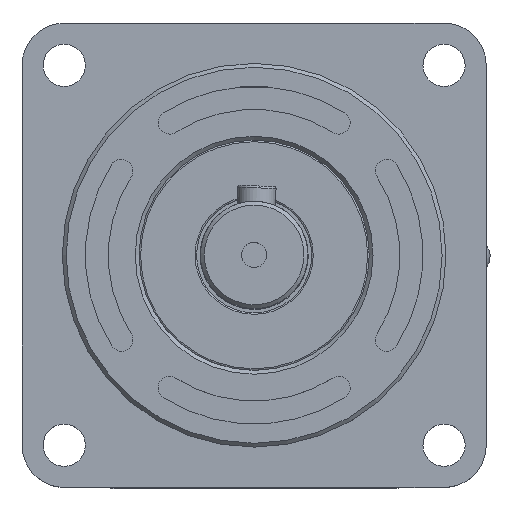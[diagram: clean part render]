
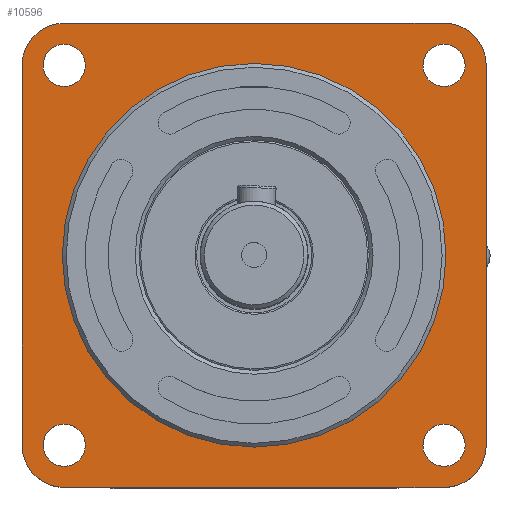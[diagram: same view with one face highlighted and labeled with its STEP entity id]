
A CAD part, top view. The second image highlights one B-rep face of the part: STEP entity #10596.
In plain terms, the highlighted planar face has unit normal (0, 0, 1).
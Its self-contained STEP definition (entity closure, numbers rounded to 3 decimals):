
#144 = CIRCLE ( 'NONE', #40897, 2.75 ) ;
#228 = CIRCLE ( 'NONE', #29422, 25. ) ;
#716 = DIRECTION ( 'NONE',  ( 1., 0., 0. ) ) ;
#725 = EDGE_CURVE ( 'NONE', #22869, #22869, #4944, .T. ) ;
#869 = AXIS2_PLACEMENT_3D ( 'NONE', #33252, #33659, #4500 ) ;
#1057 = VECTOR ( 'NONE', #20185, 1000. ) ;
#1168 = VERTEX_POINT ( 'NONE', #18014 ) ;
#1281 = DIRECTION ( 'NONE',  ( 1., 0., 0. ) ) ;
#1745 = DIRECTION ( 'NONE',  ( 0., 0., 1. ) ) ;
#1987 = CARTESIAN_POINT ( 'NONE',  ( 27.499, 24.749, 0. ) ) ;
#2186 = DIRECTION ( 'NONE',  ( 0., 0., 1. ) ) ;
#2253 = EDGE_LOOP ( 'NONE', ( #4775 ) ) ;
#2522 = VERTEX_POINT ( 'NONE', #28263 ) ;
#3052 = DIRECTION ( 'NONE',  ( 0., 0., 1. ) ) ;
#4337 = DIRECTION ( 'NONE',  ( 1., 0., 0. ) ) ;
#4500 = DIRECTION ( 'NONE',  ( 1., 0., 0. ) ) ;
#4775 = ORIENTED_EDGE ( 'NONE', *, *, #40143, .F. ) ;
#4944 = CIRCLE ( 'NONE', #20612, 2.75 ) ;
#5046 = VERTEX_POINT ( 'NONE', #35675 ) ;
#5335 = FACE_BOUND ( 'NONE', #25422, .T. ) ;
#5750 = AXIS2_PLACEMENT_3D ( 'NONE', #33811, #17837, #1281 ) ;
#6589 = ORIENTED_EDGE ( 'NONE', *, *, #725, .F. ) ;
#6641 = LINE ( 'NONE', #19620, #36823 ) ;
#6933 = DIRECTION ( 'NONE',  ( 0., 1., 0. ) ) ;
#7623 = AXIS2_PLACEMENT_3D ( 'NONE', #29228, #23045, #22622 ) ;
#8226 = DIRECTION ( 'NONE',  ( 0., 0., 1. ) ) ;
#8322 = CARTESIAN_POINT ( 'NONE',  ( -24.75, -24.75, 0. ) ) ;
#8422 = EDGE_LOOP ( 'NONE', ( #25699 ) ) ;
#8440 = CARTESIAN_POINT ( 'NONE',  ( 24.75, 30.25, 0. ) ) ;
#8658 = DIRECTION ( 'NONE',  ( 1., 0., 0. ) ) ;
#8689 = CARTESIAN_POINT ( 'NONE',  ( -21.999, -24.749, 0. ) ) ;
#8938 = EDGE_LOOP ( 'NONE', ( #6589 ) ) ;
#9021 = CARTESIAN_POINT ( 'NONE',  ( 0., 0., 0. ) ) ;
#9283 = VERTEX_POINT ( 'NONE', #34936 ) ;
#9384 = VERTEX_POINT ( 'NONE', #36421 ) ;
#9771 = CARTESIAN_POINT ( 'NONE',  ( 0., 0., 0. ) ) ;
#10115 = CARTESIAN_POINT ( 'NONE',  ( 27.499, -24.749, 0. ) ) ;
#10120 = CARTESIAN_POINT ( 'NONE',  ( -24.749, -24.749, 0. ) ) ;
#10596 = ADVANCED_FACE ( 'NONE', ( #14925, #11728, #31307, #38901, #5335, #24705 ), #34482, .T. ) ;
#11103 = DIRECTION ( 'NONE',  ( 1., 0., 0. ) ) ;
#11728 = FACE_BOUND ( 'NONE', #32353, .T. ) ;
#11866 = CIRCLE ( 'NONE', #5750, 5.5 ) ;
#12394 = VERTEX_POINT ( 'NONE', #29087 ) ;
#13145 = ORIENTED_EDGE ( 'NONE', *, *, #24211, .T. ) ;
#13538 = DIRECTION ( 'NONE',  ( 0., 0., 1. ) ) ;
#13742 = DIRECTION ( 'NONE',  ( 1., 0., 0. ) ) ;
#14101 = CARTESIAN_POINT ( 'NONE',  ( -24.75, -30.25, 0. ) ) ;
#14713 = EDGE_CURVE ( 'NONE', #18997, #18997, #34751, .T. ) ;
#14925 = FACE_BOUND ( 'NONE', #2253, .T. ) ;
#15139 = EDGE_CURVE ( 'NONE', #1168, #15849, #25942, .T. ) ;
#15849 = VERTEX_POINT ( 'NONE', #8440 ) ;
#17368 = AXIS2_PLACEMENT_3D ( 'NONE', #28003, #8226, #8658 ) ;
#17571 = EDGE_LOOP ( 'NONE', ( #40362, #28331, #27030, #25667, #39401, #20592, #13145, #24903 ) ) ;
#17837 = DIRECTION ( 'NONE',  ( 0., 0., 1. ) ) ;
#17961 = AXIS2_PLACEMENT_3D ( 'NONE', #8322, #1745, #11103 ) ;
#18014 = CARTESIAN_POINT ( 'NONE',  ( 30.25, 24.75, 0. ) ) ;
#18254 = VERTEX_POINT ( 'NONE', #20192 ) ;
#18632 = LINE ( 'NONE', #24810, #37025 ) ;
#18997 = VERTEX_POINT ( 'NONE', #1987 ) ;
#19345 = CIRCLE ( 'NONE', #17961, 5.5 ) ;
#19400 = EDGE_CURVE ( 'NONE', #9384, #1168, #19914, .T. ) ;
#19620 = CARTESIAN_POINT ( 'NONE',  ( -30.25, -30.25, 0. ) ) ;
#19914 = LINE ( 'NONE', #35873, #28476 ) ;
#20185 = DIRECTION ( 'NONE',  ( 0., -1., 0. ) ) ;
#20192 = CARTESIAN_POINT ( 'NONE',  ( -24.75, 30.25, 0. ) ) ;
#20592 = ORIENTED_EDGE ( 'NONE', *, *, #15139, .T. ) ;
#20612 = AXIS2_PLACEMENT_3D ( 'NONE', #31324, #2186, #31977 ) ;
#21224 = VERTEX_POINT ( 'NONE', #8689 ) ;
#21232 = CIRCLE ( 'NONE', #869, 2.75 ) ;
#21407 = DIRECTION ( 'NONE',  ( -1., 0., 0. ) ) ;
#22295 = VERTEX_POINT ( 'NONE', #41242 ) ;
#22516 = DIRECTION ( 'NONE',  ( 1., 0., 0. ) ) ;
#22622 = DIRECTION ( 'NONE',  ( 1., 0., 0. ) ) ;
#22738 = DIRECTION ( 'NONE',  ( 0., 0., 1. ) ) ;
#22869 = VERTEX_POINT ( 'NONE', #10115 ) ;
#23045 = DIRECTION ( 'NONE',  ( 0., 0., 1. ) ) ;
#23085 = DIRECTION ( 'NONE',  ( 0., 0., 1. ) ) ;
#23776 = CARTESIAN_POINT ( 'NONE',  ( -30.25, 30.25, 0. ) ) ;
#24211 = EDGE_CURVE ( 'NONE', #15849, #18254, #18632, .T. ) ;
#24472 = ORIENTED_EDGE ( 'NONE', *, *, #38040, .F. ) ;
#24705 = FACE_OUTER_BOUND ( 'NONE', #17571, .T. ) ;
#24810 = CARTESIAN_POINT ( 'NONE',  ( -30.25, 30.25, 0. ) ) ;
#24903 = ORIENTED_EDGE ( 'NONE', *, *, #32046, .T. ) ;
#25422 = EDGE_LOOP ( 'NONE', ( #39022 ) ) ;
#25667 = ORIENTED_EDGE ( 'NONE', *, *, #33159, .T. ) ;
#25699 = ORIENTED_EDGE ( 'NONE', *, *, #14713, .F. ) ;
#25942 = CIRCLE ( 'NONE', #7623, 5.5 ) ;
#27030 = ORIENTED_EDGE ( 'NONE', *, *, #38426, .T. ) ;
#28003 = CARTESIAN_POINT ( 'NONE',  ( 24.75, -24.75, 0. ) ) ;
#28263 = CARTESIAN_POINT ( 'NONE',  ( -21.999, 24.749, 0. ) ) ;
#28331 = ORIENTED_EDGE ( 'NONE', *, *, #31720, .T. ) ;
#28476 = VECTOR ( 'NONE', #6933, 1000. ) ;
#29087 = CARTESIAN_POINT ( 'NONE',  ( 24.75, -30.25, 0. ) ) ;
#29228 = CARTESIAN_POINT ( 'NONE',  ( 24.75, 24.75, 0. ) ) ;
#29422 = AXIS2_PLACEMENT_3D ( 'NONE', #9021, #3052, #34968 ) ;
#31307 = FACE_BOUND ( 'NONE', #8938, .T. ) ;
#31324 = CARTESIAN_POINT ( 'NONE',  ( 24.749, -24.749, 0. ) ) ;
#31362 = AXIS2_PLACEMENT_3D ( 'NONE', #33127, #13538, #13742 ) ;
#31720 = EDGE_CURVE ( 'NONE', #9283, #33902, #19345, .T. ) ;
#31977 = DIRECTION ( 'NONE',  ( 1., 0., 0. ) ) ;
#32046 = EDGE_CURVE ( 'NONE', #18254, #5046, #11866, .T. ) ;
#32353 = EDGE_LOOP ( 'NONE', ( #24472 ) ) ;
#33127 = CARTESIAN_POINT ( 'NONE',  ( 24.749, 24.749, 0. ) ) ;
#33159 = EDGE_CURVE ( 'NONE', #12394, #9384, #41751, .T. ) ;
#33176 = LINE ( 'NONE', #23776, #1057 ) ;
#33252 = CARTESIAN_POINT ( 'NONE',  ( -24.749, 24.749, 0. ) ) ;
#33659 = DIRECTION ( 'NONE',  ( 0., 0., 1. ) ) ;
#33811 = CARTESIAN_POINT ( 'NONE',  ( -24.75, 24.75, 0. ) ) ;
#33902 = VERTEX_POINT ( 'NONE', #14101 ) ;
#34060 = EDGE_CURVE ( 'NONE', #5046, #9283, #33176, .T. ) ;
#34482 = PLANE ( 'NONE',  #36227 ) ;
#34751 = CIRCLE ( 'NONE', #31362, 2.75 ) ;
#34936 = CARTESIAN_POINT ( 'NONE',  ( -30.25, -24.75, 0. ) ) ;
#34968 = DIRECTION ( 'NONE',  ( 1., 0., 0. ) ) ;
#35675 = CARTESIAN_POINT ( 'NONE',  ( -30.25, 24.75, 0. ) ) ;
#35873 = CARTESIAN_POINT ( 'NONE',  ( 30.25, 30.25, 0. ) ) ;
#36227 = AXIS2_PLACEMENT_3D ( 'NONE', #9771, #22738, #22516 ) ;
#36421 = CARTESIAN_POINT ( 'NONE',  ( 30.25, -24.75, 0. ) ) ;
#36823 = VECTOR ( 'NONE', #716, 1000. ) ;
#37025 = VECTOR ( 'NONE', #21407, 1000. ) ;
#38040 = EDGE_CURVE ( 'NONE', #21224, #21224, #144, .T. ) ;
#38426 = EDGE_CURVE ( 'NONE', #33902, #12394, #6641, .T. ) ;
#38901 = FACE_BOUND ( 'NONE', #8422, .T. ) ;
#39022 = ORIENTED_EDGE ( 'NONE', *, *, #40879, .F. ) ;
#39401 = ORIENTED_EDGE ( 'NONE', *, *, #19400, .T. ) ;
#40143 = EDGE_CURVE ( 'NONE', #2522, #2522, #21232, .T. ) ;
#40362 = ORIENTED_EDGE ( 'NONE', *, *, #34060, .T. ) ;
#40879 = EDGE_CURVE ( 'NONE', #22295, #22295, #228, .T. ) ;
#40897 = AXIS2_PLACEMENT_3D ( 'NONE', #10120, #23085, #4337 ) ;
#41242 = CARTESIAN_POINT ( 'NONE',  ( 25., 0., 0. ) ) ;
#41751 = CIRCLE ( 'NONE', #17368, 5.5 ) ;
